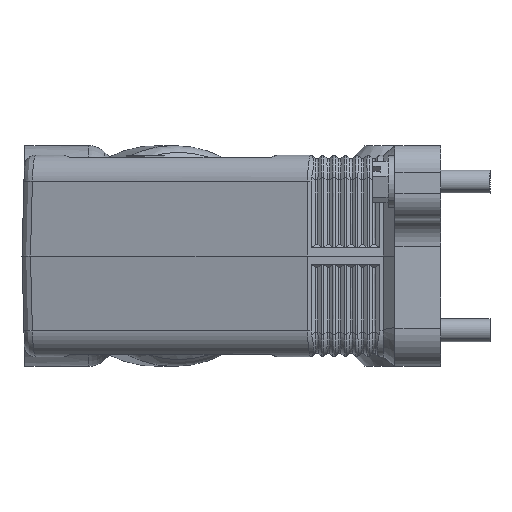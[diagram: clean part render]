
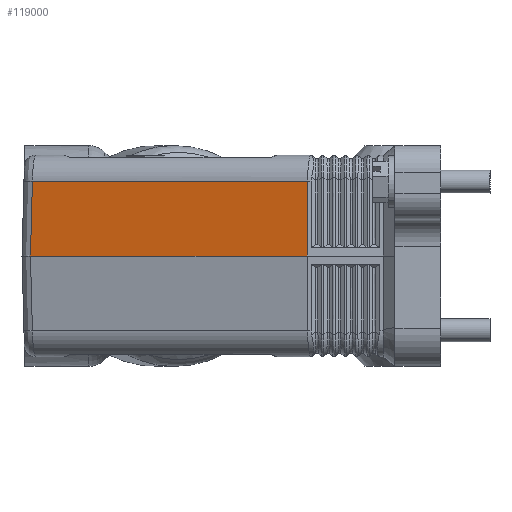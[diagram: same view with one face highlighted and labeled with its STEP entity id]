
A CAD part, left-side view. The second image highlights one B-rep face of the part: STEP entity #119000.
In plain terms, the highlighted planar face has unit normal (-0.966, 0.259, 0.026).
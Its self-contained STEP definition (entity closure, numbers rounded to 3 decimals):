
#118560=CARTESIAN_POINT('',(-63.861,106.118,
38.991));
#118570=DIRECTION('',(-0.966,0.259,
0.026));
#118580=DIRECTION('',(0.259,0.966,0.));
#118590=AXIS2_PLACEMENT_3D('',#118560,#118570,#118580);
#118600=PLANE('',#118590);
#118610=CARTESIAN_POINT('',(-83.934,31.205,39.));
#118620=DIRECTION('',(-0.026,0.003,
-1.));
#118630=VECTOR('',#118620,1.);
#118640=LINE('',#118610,#118630);
#118650=CARTESIAN_POINT('',(-84.1,31.226,
32.683));
#118660=VERTEX_POINT('',#118650);
#118670=CARTESIAN_POINT('',(-84.615,31.294,13.));
#118680=VERTEX_POINT('',#118670);
#118690=EDGE_CURVE('',#118660,#118680,#118640,.T.);
#118700=ORIENTED_EDGE('',*,*,#118690,.F.);
#118710=CARTESIAN_POINT('',(-93.,0.,13.));
#118720=DIRECTION('',(-0.259,-0.966,0.));
#118730=VECTOR('',#118720,1.);
#118740=LINE('',#118710,#118730);
#118750=CARTESIAN_POINT('',(-65.114,104.071,
13.));
#118760=VERTEX_POINT('',#118750);
#118770=EDGE_CURVE('',#118760,#118680,#118740,.T.);
#118780=ORIENTED_EDGE('',*,*,#118770,.T.);
#118790=CARTESIAN_POINT('',(-64.719,103.556,
32.683));
#118800=CARTESIAN_POINT('',(-64.721,103.559,
32.562));
#118810=CARTESIAN_POINT('',(-64.724,103.562,
32.44));
#118820=CARTESIAN_POINT('',(-64.853,103.731,
26.001));
#118830=CARTESIAN_POINT('',(-64.98,103.896,
19.683));
#118840=CARTESIAN_POINT('',(-65.11,104.065,
13.243));
#118850=CARTESIAN_POINT('',(-65.112,104.068,
13.122));
#118860=CARTESIAN_POINT('',(-65.114,104.071,
13.));
#118870=B_SPLINE_CURVE_WITH_KNOTS('',3,(#118790,#118800,#118810,#118820,
#118830,#118840,#118850,#118860),.UNSPECIFIED.,.F.,.F.,(4,2,2,4),(0.,
0.365,19.329,19.694),.UNSPECIFIED.);
#118880=CARTESIAN_POINT('',(-64.719,103.556,
32.683));
#118890=VERTEX_POINT('',#118880);
#118900=EDGE_CURVE('',#118890,#118760,#118870,.T.);
#118910=ORIENTED_EDGE('',*,*,#118900,.T.);
#118920=CARTESIAN_POINT('',(-91.981,1.811,
32.683));
#118930=DIRECTION('',(0.259,0.966,0.));
#118940=VECTOR('',#118930,1.);
#118950=LINE('',#118920,#118940);
#118960=EDGE_CURVE('',#118660,#118890,#118950,.T.);
#118970=ORIENTED_EDGE('',*,*,#118960,.T.);
#118980=EDGE_LOOP('',(#118970,#118910,#118780,#118700));
#118990=FACE_OUTER_BOUND('',#118980,.T.);
#119000=ADVANCED_FACE('',(#118990),#118600,.T.);
